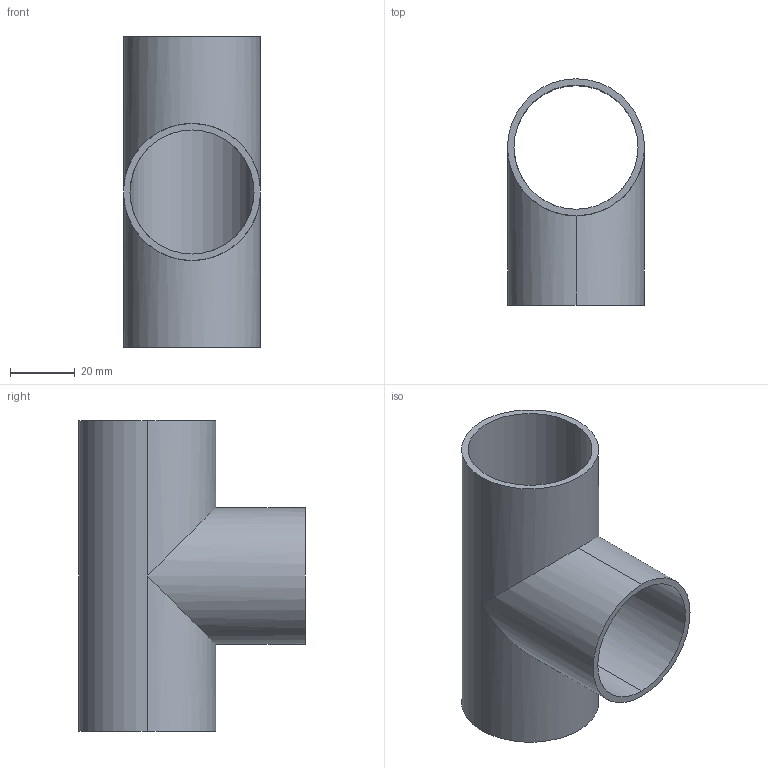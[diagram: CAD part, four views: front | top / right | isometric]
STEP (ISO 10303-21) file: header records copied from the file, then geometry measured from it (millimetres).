
FILE_DESCRIPTION (( 'STEP AP203' ), '1' );
FILE_NAME ('55177-240.STEP', '2016-01-25T07:49:31', ( '' ), ( '' ), 'SwSTEP 2.0', 'SolidWorks 2015', '' );
FILE_SCHEMA (( 'CONFIG_CONTROL_DESIGN' ));
Length unit declared in the file: millimetre
Products named in the file (1): 55177-240
Bounding box: 42.4 x 70 x 96 mm (x, y, z)
Volume: 30221.6 mm3; surface area: 30982.2 mm2
Topology: 1 solids, 1 shells, 230 faces, 619 edges, 404 vertices
Faces by surface type: plane 110, bspline 79, cylinder 41
Entity records: 10438 total; most frequent: CARTESIAN_POINT 5189, ORIENTED_EDGE 1238, DIRECTION 813, EDGE_CURVE 619, VERTEX_POINT 404, LINE 309, VECTOR 309, AXIS2_PLACEMENT_3D 252
